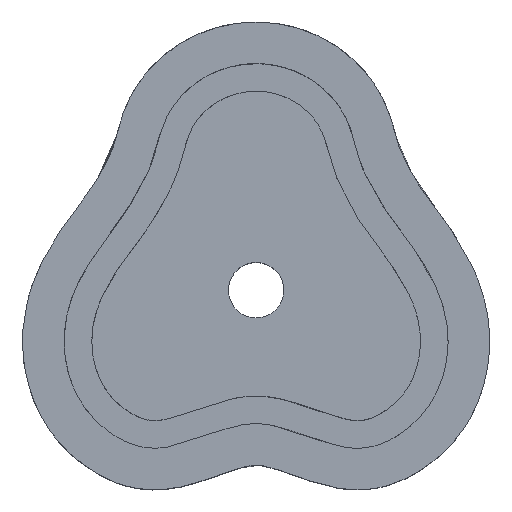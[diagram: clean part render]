
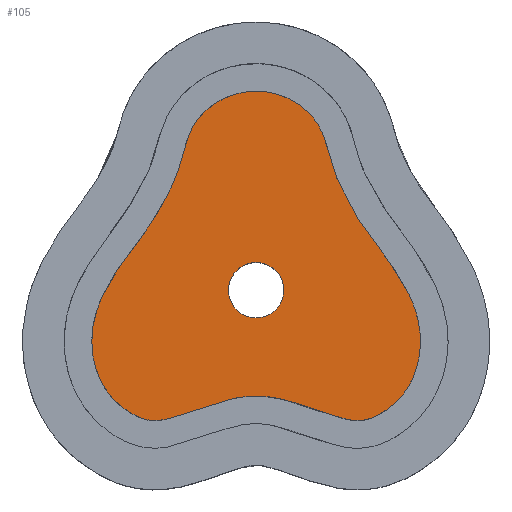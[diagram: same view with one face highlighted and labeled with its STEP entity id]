
A CAD part, top view. The second image highlights one B-rep face of the part: STEP entity #105.
In plain terms, the highlighted planar face has unit normal (0, 0, 1).
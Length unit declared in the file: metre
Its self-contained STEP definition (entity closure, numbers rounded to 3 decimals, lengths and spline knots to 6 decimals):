
#29=B_SPLINE_CURVE_WITH_KNOTS('',3,(#1049,#1050,#1051,#1052,#1053,#1054,
#1055,#1056,#1057,#1058,#1059,#1060,#1061,#1062,#1063,#1064,#1065,#1066,
#1067,#1068,#1069,#1070,#1071,#1072,#1073,#1074,#1075,#1076,#1077,#1078,
#1079,#1080,#1081,#1082,#1083,#1084,#1085,#1086,#1087,#1088,#1089,#1090,
#1091,#1092,#1093,#1094,#1095,#1096,#1097,#1098,#1099,#1100,#1101,#1102,
#1103,#1104,#1105,#1106,#1107,#1108,#1109,#1110,#1111,#1112,#1113,#1114,
#1115,#1116,#1117,#1118,#1119,#1120,#1121,#1122,#1123,#1124,#1125,#1126,
#1127,#1128,#1129,#1130,#1131,#1132,#1133,#1134,#1135,#1136,#1137,#1138,
#1139,#1140,#1141,#1142,#1143,#1144,#1145,#1146,#1147,#1148,#1149,#1150,
#1151),.UNSPECIFIED.,.T.,.F.,(4,3,3,3,3,3,3,3,3,3,3,3,3,3,3,3,3,3,3,3,3,
3,3,3,3,3,3,3,3,3,3,3,3,3,4),(0.,0.045665,0.082541,0.106347,
0.127801,0.147454,0.169968,0.197282,
0.249856,0.29674,0.323592,0.345934,
0.366059,0.385424,0.407814,0.436684,
0.480574,0.526121,0.570791,0.601223,
0.624653,0.644771,0.664625,0.690128,
0.7314,0.764537,0.79538,0.818738,
0.840476,0.863354,0.888138,0.916318,
0.954228,0.997671,1.),.UNSPECIFIED.);
#40=ORIENTED_EDGE('',*,*,#52,.T.);
#41=ORIENTED_EDGE('',*,*,#53,.T.);
#52=EDGE_CURVE('',#60,#60,#63,.T.);
#53=EDGE_CURVE('',#61,#61,#29,.T.);
#60=VERTEX_POINT('',#1048);
#61=VERTEX_POINT('',#1152);
#63=CIRCLE('',#126,0.005);
#74=EDGE_LOOP('',(#40));
#75=EDGE_LOOP('',(#41));
#90=FACE_BOUND('',#74,.T.);
#91=FACE_BOUND('',#75,.T.);
#99=PLANE('',#125);
#105=ADVANCED_FACE('',(#90,#91),#99,.T.);
#125=AXIS2_PLACEMENT_3D('',#1046,#138,#139);
#126=AXIS2_PLACEMENT_3D('',#1047,#140,#141);
#138=DIRECTION('',(0.,0.,1.));
#139=DIRECTION('',(1.,0.,0.));
#140=DIRECTION('',(0.,0.,-1.));
#141=DIRECTION('',(1.,0.,0.));
#1046=CARTESIAN_POINT('',(-0.000099,0.006172,0.025));
#1047=CARTESIAN_POINT('',(0.,0.,0.025));
#1048=CARTESIAN_POINT('',(0.005,0.,0.025));
#1049=CARTESIAN_POINT('',(0.027736,-0.00106,0.025));
#1050=CARTESIAN_POINT('',(0.026519,0.001539,0.025));
#1051=CARTESIAN_POINT('',(0.024867,0.003955,0.025));
#1052=CARTESIAN_POINT('',(0.023205,0.006242,0.025));
#1053=CARTESIAN_POINT('',(0.021863,0.008089,0.025));
#1054=CARTESIAN_POINT('',(0.020483,0.009817,0.025));
#1055=CARTESIAN_POINT('',(0.019155,0.011756,0.025));
#1056=CARTESIAN_POINT('',(0.018298,0.013009,0.025));
#1057=CARTESIAN_POINT('',(0.017515,0.014356,0.025));
#1058=CARTESIAN_POINT('',(0.016807,0.015664,0.025));
#1059=CARTESIAN_POINT('',(0.016169,0.016843,0.025));
#1060=CARTESIAN_POINT('',(0.015527,0.018006,0.025));
#1061=CARTESIAN_POINT('',(0.014891,0.019412,0.025));
#1062=CARTESIAN_POINT('',(0.014308,0.020701,0.025));
#1063=CARTESIAN_POINT('',(0.013805,0.022202,0.025));
#1064=CARTESIAN_POINT('',(0.013407,0.023679,0.025));
#1065=CARTESIAN_POINT('',(0.012951,0.025371,0.025));
#1066=CARTESIAN_POINT('',(0.012562,0.026984,0.025));
#1067=CARTESIAN_POINT('',(0.011968,0.028352,0.025));
#1068=CARTESIAN_POINT('',(0.011247,0.030012,0.025));
#1069=CARTESIAN_POINT('',(0.010213,0.031408,0.025));
#1070=CARTESIAN_POINT('',(0.008915,0.032562,0.025));
#1071=CARTESIAN_POINT('',(0.006415,0.034785,0.025));
#1072=CARTESIAN_POINT('',(0.003111,0.03595,0.025));
#1073=CARTESIAN_POINT('',(-0.000217,0.035898,0.025));
#1074=CARTESIAN_POINT('',(-0.003186,0.035852,0.025));
#1075=CARTESIAN_POINT('',(-0.006098,0.034845,0.025));
#1076=CARTESIAN_POINT('',(-0.00842,0.032981,0.025));
#1077=CARTESIAN_POINT('',(-0.009749,0.031913,0.025));
#1078=CARTESIAN_POINT('',(-0.010858,0.030593,0.025));
#1079=CARTESIAN_POINT('',(-0.011645,0.029039,0.025));
#1080=CARTESIAN_POINT('',(-0.0123,0.027746,0.025));
#1081=CARTESIAN_POINT('',(-0.012734,0.026236,0.025));
#1082=CARTESIAN_POINT('',(-0.013168,0.024583,0.025));
#1083=CARTESIAN_POINT('',(-0.013559,0.023093,0.025));
#1084=CARTESIAN_POINT('',(-0.014005,0.021515,0.025));
#1085=CARTESIAN_POINT('',(-0.014579,0.02013,0.025));
#1086=CARTESIAN_POINT('',(-0.015132,0.018798,0.025));
#1087=CARTESIAN_POINT('',(-0.015737,0.017668,0.025));
#1088=CARTESIAN_POINT('',(-0.016307,0.016597,0.025));
#1089=CARTESIAN_POINT('',(-0.016966,0.015359,0.025));
#1090=CARTESIAN_POINT('',(-0.017636,0.014116,0.025));
#1091=CARTESIAN_POINT('',(-0.018407,0.012894,0.025));
#1092=CARTESIAN_POINT('',(-0.019401,0.011318,0.025));
#1093=CARTESIAN_POINT('',(-0.02049,0.009892,0.025));
#1094=CARTESIAN_POINT('',(-0.02155,0.008477,0.025));
#1095=CARTESIAN_POINT('',(-0.023161,0.006327,0.025));
#1096=CARTESIAN_POINT('',(-0.024801,0.004125,0.025));
#1097=CARTESIAN_POINT('',(-0.026228,0.001747,0.025));
#1098=CARTESIAN_POINT('',(-0.027709,-0.00072,0.025));
#1099=CARTESIAN_POINT('',(-0.028898,-0.00337,0.025));
#1100=CARTESIAN_POINT('',(-0.029391,-0.006145,0.025));
#1101=CARTESIAN_POINT('',(-0.029874,-0.008865,0.025));
#1102=CARTESIAN_POINT('',(-0.029709,-0.011698,0.025));
#1103=CARTESIAN_POINT('',(-0.028868,-0.014324,0.025));
#1104=CARTESIAN_POINT('',(-0.028294,-0.016112,0.025));
#1105=CARTESIAN_POINT('',(-0.027418,-0.017763,0.025));
#1106=CARTESIAN_POINT('',(-0.026254,-0.019131,0.025));
#1107=CARTESIAN_POINT('',(-0.025358,-0.020185,0.025));
#1108=CARTESIAN_POINT('',(-0.024251,-0.021135,0.025));
#1109=CARTESIAN_POINT('',(-0.023035,-0.021927,0.025));
#1110=CARTESIAN_POINT('',(-0.021992,-0.022607,0.025));
#1111=CARTESIAN_POINT('',(-0.020927,-0.023123,0.025));
#1112=CARTESIAN_POINT('',(-0.019889,-0.023366,0.025));
#1113=CARTESIAN_POINT('',(-0.018865,-0.023606,0.025));
#1114=CARTESIAN_POINT('',(-0.017794,-0.0236,0.025));
#1115=CARTESIAN_POINT('',(-0.016526,-0.023357,0.025));
#1116=CARTESIAN_POINT('',(-0.014898,-0.023044,0.025));
#1117=CARTESIAN_POINT('',(-0.013049,-0.022363,0.025));
#1118=CARTESIAN_POINT('',(-0.011318,-0.021745,0.025));
#1119=CARTESIAN_POINT('',(-0.008517,-0.020746,0.025));
#1120=CARTESIAN_POINT('',(-0.005959,-0.019854,0.025));
#1121=CARTESIAN_POINT('',(-0.003331,-0.019398,0.025));
#1122=CARTESIAN_POINT('',(-0.001221,-0.019032,0.025));
#1123=CARTESIAN_POINT('',(0.000934,-0.019012,0.025));
#1124=CARTESIAN_POINT('',(0.003047,-0.019351,0.025));
#1125=CARTESIAN_POINT('',(0.005014,-0.019666,0.025));
#1126=CARTESIAN_POINT('',(0.006939,-0.020239,0.025));
#1127=CARTESIAN_POINT('',(0.008944,-0.020915,0.025));
#1128=CARTESIAN_POINT('',(0.010464,-0.021428,0.025));
#1129=CARTESIAN_POINT('',(0.012063,-0.022033,0.025));
#1130=CARTESIAN_POINT('',(0.013683,-0.022572,0.025));
#1131=CARTESIAN_POINT('',(0.015191,-0.023074,0.025));
#1132=CARTESIAN_POINT('',(0.016675,-0.023469,0.025));
#1133=CARTESIAN_POINT('',(0.017927,-0.023534,0.025));
#1134=CARTESIAN_POINT('',(0.019244,-0.023602,0.025));
#1135=CARTESIAN_POINT('',(0.020355,-0.02334,0.025));
#1136=CARTESIAN_POINT('',(0.021554,-0.022767,0.025));
#1137=CARTESIAN_POINT('',(0.022853,-0.022147,0.025));
#1138=CARTESIAN_POINT('',(0.02418,-0.021201,0.025));
#1139=CARTESIAN_POINT('',(0.025263,-0.020174,0.025));
#1140=CARTESIAN_POINT('',(0.026496,-0.019007,0.025));
#1141=CARTESIAN_POINT('',(0.027457,-0.017657,0.025));
#1142=CARTESIAN_POINT('',(0.028179,-0.016095,0.025));
#1143=CARTESIAN_POINT('',(0.02915,-0.013995,0.025));
#1144=CARTESIAN_POINT('',(0.029648,-0.011638,0.025));
#1145=CARTESIAN_POINT('',(0.029661,-0.009295,0.025));
#1146=CARTESIAN_POINT('',(0.029676,-0.006611,0.025));
#1147=CARTESIAN_POINT('',(0.029032,-0.003949,0.025));
#1148=CARTESIAN_POINT('',(0.027919,-0.001459,0.025));
#1149=CARTESIAN_POINT('',(0.027859,-0.001326,0.025));
#1150=CARTESIAN_POINT('',(0.027798,-0.001193,0.025));
#1151=CARTESIAN_POINT('',(0.027736,-0.00106,0.025));
#1152=CARTESIAN_POINT('',(0.027736,-0.00106,0.025));
